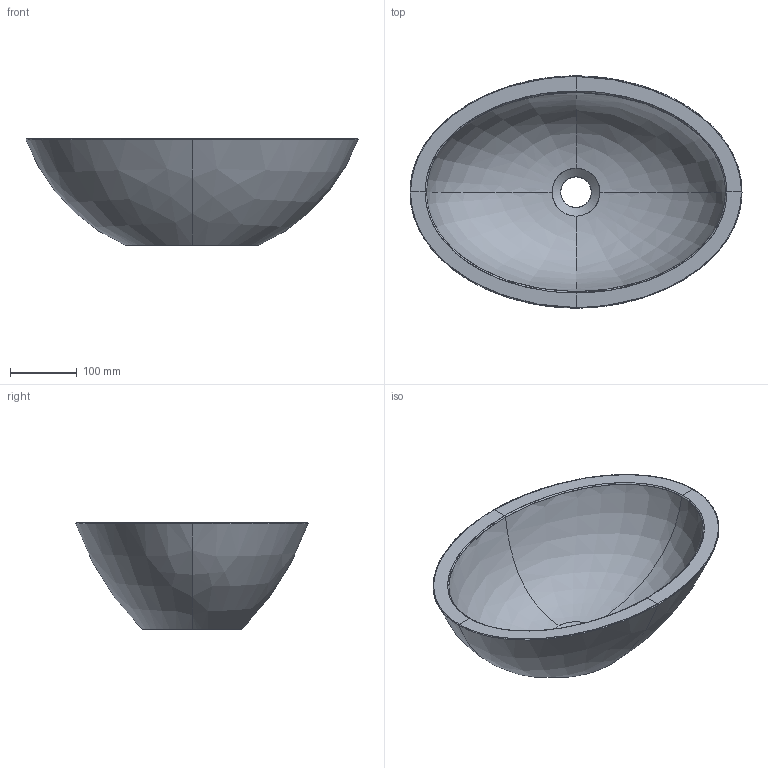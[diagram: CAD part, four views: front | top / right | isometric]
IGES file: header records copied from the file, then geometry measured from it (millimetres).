
Global section: file name: 80_6622_05_10_10_MANGO 50x35.igs; native system: NX V8.5; preprocessor: SIEMENS PLM Software NX 8.5; date: 20201228.154212; units: millimetre
Bounding box: 499.13 x 349.18 x 160 mm (x, y, z)
Surface area: 445494.8 mm2 (no closed solid volume)
Topology: 0 solids, 0 shells, 23 faces, 164 edges, 162 vertices
Faces by surface type: bspline 23
